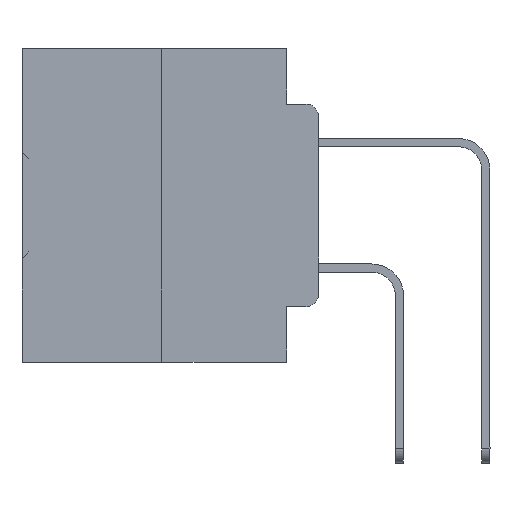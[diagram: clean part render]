
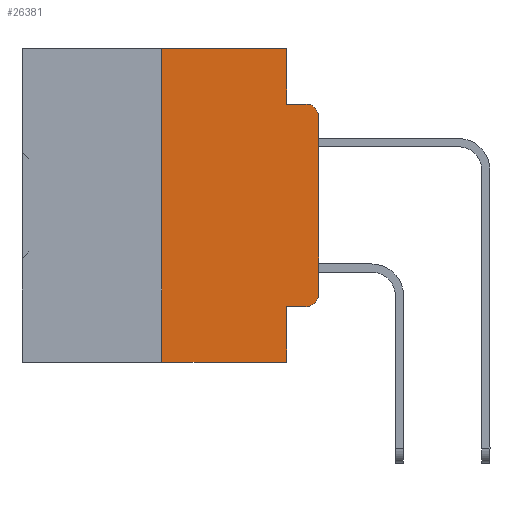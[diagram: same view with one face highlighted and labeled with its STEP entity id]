
A CAD part, left-side view. The second image highlights one B-rep face of the part: STEP entity #26381.
In plain terms, the highlighted planar face has unit normal (-1, 0, 0).
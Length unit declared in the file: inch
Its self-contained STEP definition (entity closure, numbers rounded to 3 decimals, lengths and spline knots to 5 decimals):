
#613 = CARTESIAN_POINT ( 'NONE',  ( 0., 0.473, -0.5 ) ) ;
#667 = CARTESIAN_POINT ( 'NONE',  ( 0., 0.051, -0.5 ) ) ;
#797 = CARTESIAN_POINT ( 'NONE',  ( 0., 0.051, -0.4115 ) ) ;
#1048 = LINE ( 'NONE', #22871, #36593 ) ;
#1361 = VERTEX_POINT ( 'NONE', #37008 ) ;
#1956 = VERTEX_POINT ( 'NONE', #15164 ) ;
#2895 = EDGE_CURVE ( 'NONE', #11916, #9919, #28041, .T. ) ;
#2968 = AXIS2_PLACEMENT_3D ( 'NONE', #39584, #18310, #15314 ) ;
#3075 = CARTESIAN_POINT ( 'NONE',  ( 0., 0.02, -0.0885 ) ) ;
#3116 = PLANE ( 'NONE',  #2968 ) ;
#3838 = DIRECTION ( 'NONE',  ( 0., -1., 0. ) ) ;
#5236 = CARTESIAN_POINT ( 'NONE',  ( 0., 0., -0.1085 ) ) ;
#5386 = LINE ( 'NONE', #26602, #10216 ) ;
#5936 = LINE ( 'NONE', #33560, #21440 ) ;
#8060 = EDGE_CURVE ( 'NONE', #12480, #32305, #5936, .T. ) ;
#8244 = CARTESIAN_POINT ( 'NONE',  ( 0., 0.051, 0. ) ) ;
#8363 = EDGE_CURVE ( 'NONE', #25295, #9749, #37456, .T. ) ;
#8846 = ORIENTED_EDGE ( 'NONE', *, *, #8363, .T. ) ;
#9470 = CIRCLE ( 'NONE', #36342, 0.02 ) ;
#9749 = VERTEX_POINT ( 'NONE', #3075 ) ;
#9894 = ORIENTED_EDGE ( 'NONE', *, *, #2895, .T. ) ;
#9919 = VERTEX_POINT ( 'NONE', #667 ) ;
#10216 = VECTOR ( 'NONE', #23808, 39.37008 ) ;
#10282 = CARTESIAN_POINT ( 'NONE',  ( 0., 0., -0.3915 ) ) ;
#11428 = DIRECTION ( 'NONE',  ( -1., 0., 0. ) ) ;
#11916 = VERTEX_POINT ( 'NONE', #38206 ) ;
#12480 = VERTEX_POINT ( 'NONE', #29916 ) ;
#13621 = ORIENTED_EDGE ( 'NONE', *, *, #8060, .F. ) ;
#14037 = VECTOR ( 'NONE', #3838, 39.37008 ) ;
#14277 = VECTOR ( 'NONE', #34256, 39.37008 ) ;
#14769 = CARTESIAN_POINT ( 'NONE',  ( 0., 0.02, -0.3915 ) ) ;
#14842 = ORIENTED_EDGE ( 'NONE', *, *, #15396, .T. ) ;
#15164 = CARTESIAN_POINT ( 'NONE',  ( 0., 0.25, 0. ) ) ;
#15314 = DIRECTION ( 'NONE',  ( 0., 0., -1. ) ) ;
#15396 = EDGE_CURVE ( 'NONE', #17380, #1361, #26481, .T. ) ;
#15834 = CARTESIAN_POINT ( 'NONE',  ( 0., 0.473, 0. ) ) ;
#16783 = EDGE_CURVE ( 'NONE', #1956, #12480, #18434, .T. ) ;
#17258 = EDGE_LOOP ( 'NONE', ( #35982, #8846, #18672, #13621, #18145, #19252, #9894, #19403, #14842, #30576 ) ) ;
#17380 = VERTEX_POINT ( 'NONE', #797 ) ;
#18117 = FACE_OUTER_BOUND ( 'NONE', #17258, .T. ) ;
#18145 = ORIENTED_EDGE ( 'NONE', *, *, #16783, .F. ) ;
#18310 = DIRECTION ( 'NONE',  ( 1., 0., 0. ) ) ;
#18434 = LINE ( 'NONE', #15834, #14037 ) ;
#18672 = ORIENTED_EDGE ( 'NONE', *, *, #25802, .F. ) ;
#19136 = VERTEX_POINT ( 'NONE', #10282 ) ;
#19252 = ORIENTED_EDGE ( 'NONE', *, *, #34517, .F. ) ;
#19403 = ORIENTED_EDGE ( 'NONE', *, *, #30891, .F. ) ;
#20850 = DIRECTION ( 'NONE',  ( 0., 0., -1. ) ) ;
#21440 = VECTOR ( 'NONE', #33377, 39.37008 ) ;
#22473 = EDGE_CURVE ( 'NONE', #1361, #19136, #9470, .T. ) ;
#22871 = CARTESIAN_POINT ( 'NONE',  ( 0., 0.25, 0. ) ) ;
#23808 = DIRECTION ( 'NONE',  ( 0., -1., 0. ) ) ;
#24650 = AXIS2_PLACEMENT_3D ( 'NONE', #26660, #11428, #20850 ) ;
#24932 = LINE ( 'NONE', #31147, #35656 ) ;
#25295 = VERTEX_POINT ( 'NONE', #5236 ) ;
#25761 = CARTESIAN_POINT ( 'NONE',  ( 0., 0.051, -0.0885 ) ) ;
#25802 = EDGE_CURVE ( 'NONE', #32305, #9749, #5386, .T. ) ;
#26272 = LINE ( 'NONE', #8244, #38277 ) ;
#26381 = ADVANCED_FACE ( 'NONE', ( #18117 ), #3116, .F. ) ;
#26481 = LINE ( 'NONE', #29688, #27490 ) ;
#26602 = CARTESIAN_POINT ( 'NONE',  ( 0., 0.051, -0.0885 ) ) ;
#26660 = CARTESIAN_POINT ( 'NONE',  ( 0., 0.02, -0.1085 ) ) ;
#27188 = DIRECTION ( 'NONE',  ( -1., 0., 0. ) ) ;
#27490 = VECTOR ( 'NONE', #38719, 39.37008 ) ;
#28041 = LINE ( 'NONE', #613, #14277 ) ;
#29610 = DIRECTION ( 'NONE',  ( 0., 0., -1. ) ) ;
#29688 = CARTESIAN_POINT ( 'NONE',  ( 0., 0.051, -0.4115 ) ) ;
#29916 = CARTESIAN_POINT ( 'NONE',  ( 0., 0.051, 0. ) ) ;
#30576 = ORIENTED_EDGE ( 'NONE', *, *, #22473, .T. ) ;
#30891 = EDGE_CURVE ( 'NONE', #17380, #9919, #26272, .T. ) ;
#31147 = CARTESIAN_POINT ( 'NONE',  ( 0., 0., 0. ) ) ;
#32305 = VERTEX_POINT ( 'NONE', #25761 ) ;
#32482 = DIRECTION ( 'NONE',  ( 0., 0., -1. ) ) ;
#33377 = DIRECTION ( 'NONE',  ( 0., 0., -1. ) ) ;
#33560 = CARTESIAN_POINT ( 'NONE',  ( 0., 0.051, 0. ) ) ;
#34256 = DIRECTION ( 'NONE',  ( 0., -1., 0. ) ) ;
#34517 = EDGE_CURVE ( 'NONE', #11916, #1956, #1048, .T. ) ;
#34897 = DIRECTION ( 'NONE',  ( 0., 0., 1. ) ) ;
#35656 = VECTOR ( 'NONE', #37174, 39.37008 ) ;
#35982 = ORIENTED_EDGE ( 'NONE', *, *, #39506, .T. ) ;
#36342 = AXIS2_PLACEMENT_3D ( 'NONE', #14769, #27188, #29610 ) ;
#36593 = VECTOR ( 'NONE', #34897, 39.37008 ) ;
#37008 = CARTESIAN_POINT ( 'NONE',  ( 0., 0.02, -0.4115 ) ) ;
#37174 = DIRECTION ( 'NONE',  ( 0., 0., 1. ) ) ;
#37456 = CIRCLE ( 'NONE', #24650, 0.02 ) ;
#38206 = CARTESIAN_POINT ( 'NONE',  ( 0., 0.25, -0.5 ) ) ;
#38277 = VECTOR ( 'NONE', #32482, 39.37008 ) ;
#38719 = DIRECTION ( 'NONE',  ( 0., -1., 0. ) ) ;
#39506 = EDGE_CURVE ( 'NONE', #19136, #25295, #24932, .T. ) ;
#39584 = CARTESIAN_POINT ( 'NONE',  ( 0., 0.473, 0. ) ) ;
